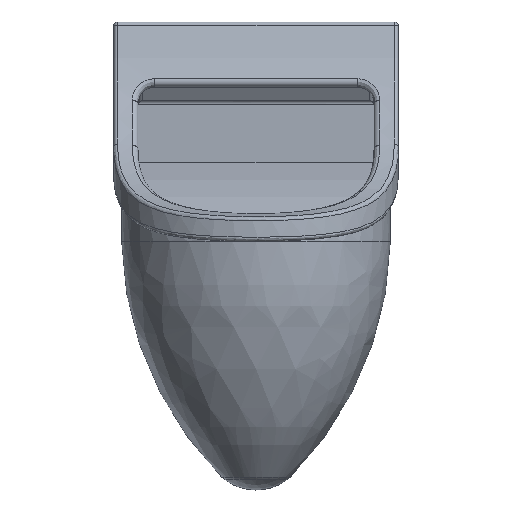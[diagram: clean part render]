
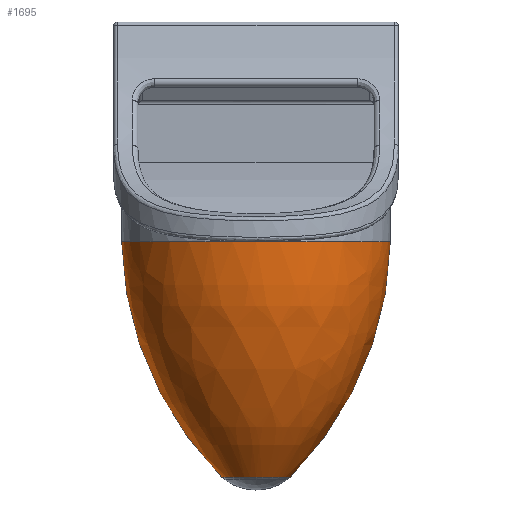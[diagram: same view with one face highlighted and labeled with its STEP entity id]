
A CAD part, front view. The second image highlights one B-rep face of the part: STEP entity #1695.
In plain terms, the highlighted free-form (B-spline) face has degree [2, 2] with [3, 9] control points.
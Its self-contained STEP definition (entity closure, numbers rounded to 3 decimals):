
#1622=CARTESIAN_POINT('',(25.777,-309.086,-41.965));
#1623=CARTESIAN_POINT('',(25.777,-189.26,-161.559));
#1624=CARTESIAN_POINT('',(25.777,-20.,-165.061));
#1625=CARTESIAN_POINT('',(67.742,-309.086,-41.965));
#1626=CARTESIAN_POINT('',(187.337,-189.26,-161.559));
#1627=CARTESIAN_POINT('',(190.838,-20.,-165.061));
#1628=CARTESIAN_POINT('',(67.742,-309.086,0.));
#1629=CARTESIAN_POINT('',(187.337,-189.26,0.));
#1630=CARTESIAN_POINT('',(190.838,-20.,0.));
#1631=CARTESIAN_POINT('',(67.742,-309.086,41.965));
#1632=CARTESIAN_POINT('',(187.337,-189.26,161.559));
#1633=CARTESIAN_POINT('',(190.838,-20.,165.061));
#1634=CARTESIAN_POINT('',(25.777,-309.086,41.965));
#1635=CARTESIAN_POINT('',(25.777,-189.26,161.559));
#1636=CARTESIAN_POINT('',(25.777,-20.,165.061));
#1637=CARTESIAN_POINT('',(-16.188,-309.086,41.965));
#1638=CARTESIAN_POINT('',(-135.782,-189.26,161.559));
#1639=CARTESIAN_POINT('',(-139.283,-20.,165.061));
#1640=CARTESIAN_POINT('',(-16.188,-309.086,0.));
#1641=CARTESIAN_POINT('',(-135.782,-189.26,0.));
#1642=CARTESIAN_POINT('',(-139.283,-20.,0.));
#1643=CARTESIAN_POINT('',(-16.188,-309.086,-41.965));
#1644=CARTESIAN_POINT('',(-135.782,-189.26,-161.559));
#1645=CARTESIAN_POINT('',(-139.283,-20.,-165.061));
#1646=CARTESIAN_POINT('',(25.777,-309.086,-41.965));
#1647=CARTESIAN_POINT('',(25.777,-189.26,-161.559));
#1648=CARTESIAN_POINT('',(25.777,-20.,-165.061));
#1656=(BOUNDED_SURFACE()B_SPLINE_SURFACE(2,2,((#1622,#1625,#1628,#1631,#1634,#1637,#1640,#1643,#1646),(#1623,#1626,#1629,#1632,#1635,#1638,#1641,#1644,#1647),(#1624,#1627,#1630,#1633,#1636,#1639,#1642,#1645,#1648)),.UNSPECIFIED.,.F.,.T.,.U.)B_SPLINE_SURFACE_WITH_KNOTS((3,3),(3,2,2,2,3),(-0.784,-0.021),(0.0,1.571,3.142,4.712,6.283),.UNSPECIFIED.)GEOMETRIC_REPRESENTATION_ITEM()RATIONAL_B_SPLINE_SURFACE(((1.0,0.707,1.0,0.707,1.0,0.707,1.0,0.707,1.0),(0.928,0.656,0.928,0.656,0.928,0.656,0.928,0.656,0.928),(1.0,0.707,1.0,0.707,1.0,0.707,1.0,0.707,1.0)))REPRESENTATION_ITEM('')SURFACE());
#1657=CARTESIAN_POINT('',(67.742,-309.086,0.));
#1658=VERTEX_POINT('',#1657);
#1659=CARTESIAN_POINT('',(190.838,-20.0,0.));
#1660=VERTEX_POINT('',#1659);
#1661=CARTESIAN_POINT('',(-230.642,-11.281,0.));
#1662=DIRECTION('',(0.,0.,1.0));
#1663=DIRECTION('',(-1.,0.021,0.));
#1664=AXIS2_PLACEMENT_3D('',#1661,#1662,#1663);
#1665=CIRCLE('',#1664,421.57);
#1666=EDGE_CURVE('',#1658,#1660,#1665,.T.);
#1667=ORIENTED_EDGE('',*,*,#1666,.T.);
#1668=CARTESIAN_POINT('',(-139.283,-20.,0.0));
#1669=VERTEX_POINT('',#1668);
#1670=CARTESIAN_POINT('',(25.777,-20.,0.0));
#1671=DIRECTION('',(0.0,1.0,0.0));
#1672=DIRECTION('',(-1.0,0.0,0.0));
#1673=AXIS2_PLACEMENT_3D('',#1670,#1671,#1672);
#1674=CIRCLE('',#1673,165.061);
#1675=EDGE_CURVE('',#1669,#1660,#1674,.T.);
#1676=ORIENTED_EDGE('',*,*,#1675,.F.);
#1677=CARTESIAN_POINT('',(-16.188,-309.086,0.0));
#1678=VERTEX_POINT('',#1677);
#1679=CARTESIAN_POINT('',(282.197,-11.281,0.0));
#1680=DIRECTION('',(0.0,0.0,-1.0));
#1681=DIRECTION('',(1.,0.021,0.0));
#1682=AXIS2_PLACEMENT_3D('',#1679,#1680,#1681);
#1683=CIRCLE('',#1682,421.57);
#1684=EDGE_CURVE('',#1678,#1669,#1683,.T.);
#1685=ORIENTED_EDGE('',*,*,#1684,.F.);
#1686=CARTESIAN_POINT('',(25.777,-309.086,0.0));
#1687=DIRECTION('',(0.0,1.0,0.0));
#1688=DIRECTION('',(-1.0,0.0,0.0));
#1689=AXIS2_PLACEMENT_3D('',#1686,#1687,#1688);
#1690=CIRCLE('',#1689,41.965);
#1691=EDGE_CURVE('',#1678,#1658,#1690,.T.);
#1692=ORIENTED_EDGE('',*,*,#1691,.T.);
#1693=EDGE_LOOP('',(#1667,#1676,#1685,#1692));
#1694=FACE_OUTER_BOUND('',#1693,.T.);
#1695=ADVANCED_FACE('',(#1694),#1656,.T.);
